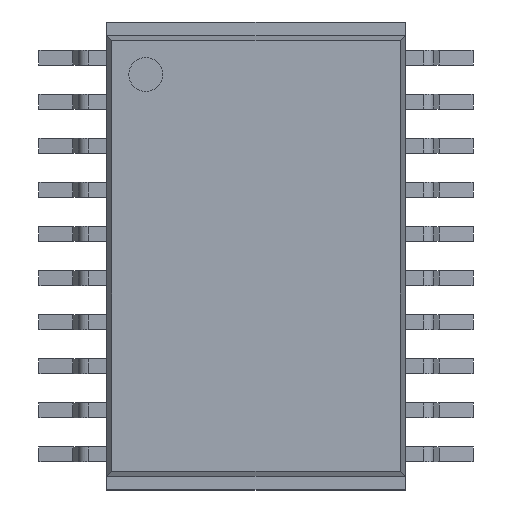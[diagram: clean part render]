
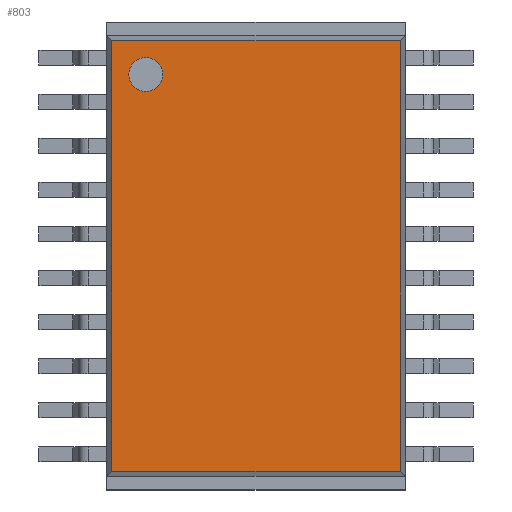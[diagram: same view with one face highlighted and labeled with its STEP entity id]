
A CAD part, top view. The second image highlights one B-rep face of the part: STEP entity #803.
In plain terms, the highlighted planar face has unit normal (0, 0, 1).
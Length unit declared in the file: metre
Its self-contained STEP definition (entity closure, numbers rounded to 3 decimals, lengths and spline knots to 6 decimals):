
#803=ADVANCED_FACE('0:66',(#1503,#1504),#1505,.F.);
#1503=FACE_OUTER_BOUND('',#2322,.T.);
#1504=FACE_BOUND('',#2323,.T.);
#1505=PLANE('',#2324);
#2322=EDGE_LOOP('',(#3162,#3163,#3164,#3165));
#2323=EDGE_LOOP('',(#3166,#3167));
#2324=AXIS2_PLACEMENT_3D('',#3168,#3169,#3170);
#3162=ORIENTED_EDGE('',*,*,#5503,.T.);
#3163=ORIENTED_EDGE('',*,*,#5504,.T.);
#3164=ORIENTED_EDGE('',*,*,#5505,.T.);
#3165=ORIENTED_EDGE('',*,*,#5506,.T.);
#3166=ORIENTED_EDGE('',*,*,#5473,.F.);
#3167=ORIENTED_EDGE('',*,*,#5478,.F.);
#3168=CARTESIAN_POINT('',(0.0022,-0.00325,0.0011));
#3169=DIRECTION('',(0.,0.,-1.0));
#3170=DIRECTION('',(0.,1.0,0.));
#5473=EDGE_CURVE('0:117',#6400,#6403,#6404,.T.);
#5478=EDGE_CURVE('0:117',#6403,#6400,#6410,.T.);
#5503=EDGE_CURVE('0:180',#6455,#6456,#6457,.T.);
#5504=EDGE_CURVE('0:183',#6456,#6458,#6459,.T.);
#5505=EDGE_CURVE('0:186',#6458,#6460,#6461,.T.);
#5506=EDGE_CURVE('0:189',#6460,#6455,#6462,.T.);
#6400=VERTEX_POINT('NONE',#7756);
#6403=VERTEX_POINT('',#7760);
#6404=CIRCLE('',#7761,0.00025);
#6410=CIRCLE('',#7768,0.00025);
#6455=VERTEX_POINT('NONE',#7833);
#6456=VERTEX_POINT('NONE',#7834);
#6457=LINE('',#7835,#7836);
#6458=VERTEX_POINT('NONE',#7837);
#6459=LINE('',#7838,#7839);
#6460=VERTEX_POINT('NONE',#7840);
#6461=LINE('',#7841,#7842);
#6462=LINE('',#7843,#7844);
#7756=CARTESIAN_POINT('',(-0.001625,0.002425,0.0011));
#7760=CARTESIAN_POINT('',(-0.001625,0.002925,0.0011));
#7761=AXIS2_PLACEMENT_3D('',#9674,#9675,#9676);
#7768=AXIS2_PLACEMENT_3D('',#9684,#9685,#9686);
#7833=CARTESIAN_POINT('',(-0.002125,0.003175,0.0011));
#7834=CARTESIAN_POINT('',(-0.002125,-0.003175,0.0011));
#7835=CARTESIAN_POINT('',(-0.002125,-0.00325,0.0011));
#7836=VECTOR('',#9707,1.0);
#7837=CARTESIAN_POINT('',(0.002125,-0.003175,0.0011));
#7838=CARTESIAN_POINT('',(0.0022,-0.003175,0.0011));
#7839=VECTOR('',#9708,1.0);
#7840=CARTESIAN_POINT('',(0.002125,0.003175,0.0011));
#7841=CARTESIAN_POINT('',(0.002125,-0.00325,0.0011));
#7842=VECTOR('',#9709,1.0);
#7843=CARTESIAN_POINT('',(0.0022,0.003175,0.0011));
#7844=VECTOR('',#9710,1.0);
#9674=CARTESIAN_POINT('',(-0.001625,0.002675,0.0011));
#9675=DIRECTION('',(0.0,0.0,1.0));
#9676=DIRECTION('',(0.,-1.0,0.0));
#9684=CARTESIAN_POINT('',(-0.001625,0.002675,0.0011));
#9685=DIRECTION('',(0.0,0.0,1.0));
#9686=DIRECTION('',(0.,-1.0,0.0));
#9707=DIRECTION('',(0.,-1.0,0.0));
#9708=DIRECTION('',(1.0,0.,0.));
#9709=DIRECTION('',(0.,1.0,0.0));
#9710=DIRECTION('',(-1.0,0.,0.));
